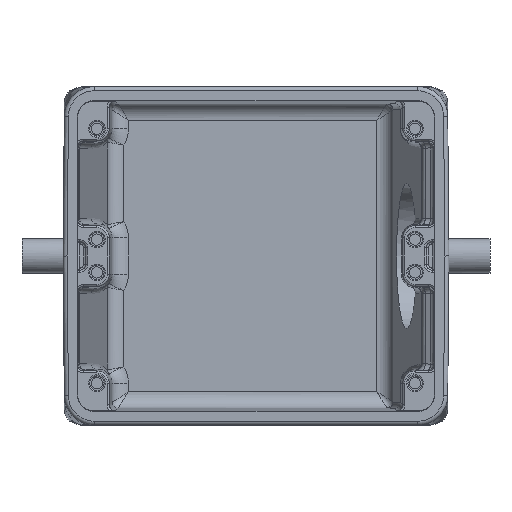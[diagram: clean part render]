
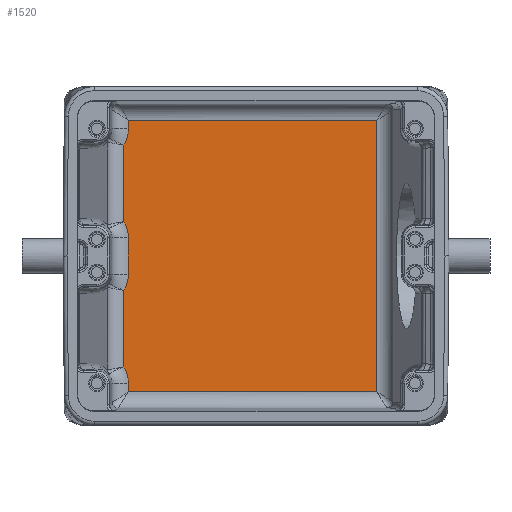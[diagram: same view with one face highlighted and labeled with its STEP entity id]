
A CAD part, front view. The second image highlights one B-rep face of the part: STEP entity #1520.
In plain terms, the highlighted planar face has unit normal (0, -1, 0).
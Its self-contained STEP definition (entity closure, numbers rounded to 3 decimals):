
#886=FACE_OUTER_BOUND('',#2945,.T.);
#1520=ADVANCED_FACE('',(#886),#1874,.F.);
#1874=PLANE('',#11151);
#2085=CIRCLE('',#10801,7.646);
#2200=CIRCLE('',#11019,7.646);
#2237=CIRCLE('',#11135,7.646);
#2241=CIRCLE('',#11144,7.646);
#2945=EDGE_LOOP('',(#5579,#5580,#5581,#5582,#5583,#5584,#5585,#5586,#5587,
#5588,#5589,#5590));
#5579=ORIENTED_EDGE('',*,*,#8034,.T.);
#5580=ORIENTED_EDGE('',*,*,#8503,.F.);
#5581=ORIENTED_EDGE('',*,*,#8499,.T.);
#5582=ORIENTED_EDGE('',*,*,#8481,.F.);
#5583=ORIENTED_EDGE('',*,*,#8485,.T.);
#5584=ORIENTED_EDGE('',*,*,#8510,.F.);
#5585=ORIENTED_EDGE('',*,*,#8303,.T.);
#5586=ORIENTED_EDGE('',*,*,#8301,.F.);
#5587=ORIENTED_EDGE('',*,*,#8326,.F.);
#5588=ORIENTED_EDGE('',*,*,#8260,.F.);
#5589=ORIENTED_EDGE('',*,*,#8253,.F.);
#5590=ORIENTED_EDGE('',*,*,#8509,.F.);
#6882=VERTEX_POINT('',#16710);
#6886=VERTEX_POINT('',#16745);
#7031=VERTEX_POINT('',#17645);
#7032=VERTEX_POINT('',#17768);
#7035=VERTEX_POINT('',#17900);
#7063=VERTEX_POINT('',#18234);
#7064=VERTEX_POINT('',#18236);
#7065=VERTEX_POINT('',#18240);
#7158=VERTEX_POINT('',#19176);
#7160=VERTEX_POINT('',#19180);
#7163=VERTEX_POINT('',#19216);
#7169=VERTEX_POINT('',#19416);
#8034=EDGE_CURVE('',#6882,#6886,#2085,.T.);
#8253=EDGE_CURVE('',#7031,#7032,#9355,.T.);
#8260=EDGE_CURVE('',#7032,#7035,#9357,.T.);
#8301=EDGE_CURVE('',#7063,#7064,#9373,.T.);
#8303=EDGE_CURVE('',#7065,#7064,#2200,.T.);
#8326=EDGE_CURVE('',#7035,#7063,#9379,.T.);
#8481=EDGE_CURVE('',#7160,#7158,#9444,.T.);
#8485=EDGE_CURVE('',#7160,#7163,#2237,.T.);
#8499=EDGE_CURVE('',#7169,#7158,#2241,.T.);
#8503=EDGE_CURVE('',#7169,#6886,#9449,.T.);
#8509=EDGE_CURVE('',#6882,#7031,#9452,.T.);
#8510=EDGE_CURVE('',#7065,#7163,#9453,.T.);
#9355=LINE('',#17767,#10120);
#9357=LINE('',#17899,#10122);
#9373=LINE('',#18235,#10138);
#9379=LINE('',#18462,#10144);
#9444=LINE('',#19181,#10209);
#9449=LINE('',#19541,#10214);
#9452=LINE('',#19701,#10217);
#9453=LINE('',#19703,#10218);
#10120=VECTOR('',#13118,1.);
#10122=VECTOR('',#13124,1.);
#10138=VECTOR('',#13196,1.);
#10144=VECTOR('',#13238,1.);
#10209=VECTOR('',#13499,1.);
#10214=VECTOR('',#13530,1.);
#10217=VECTOR('',#13541,1.);
#10218=VECTOR('',#13544,1.);
#10801=AXIS2_PLACEMENT_3D('',#16746,#12674,#12675);
#11019=AXIS2_PLACEMENT_3D('',#18239,#13201,#13202);
#11135=AXIS2_PLACEMENT_3D('',#19217,#13504,#13505);
#11144=AXIS2_PLACEMENT_3D('',#19415,#13526,#13527);
#11151=AXIS2_PLACEMENT_3D('',#19704,#13545,#13546);
#12674=DIRECTION('',(0.,1.,0.));
#12675=DIRECTION('',(1.,0.,0.));
#13118=DIRECTION('',(1.,0.,0.));
#13124=DIRECTION('',(0.,0.,-1.));
#13196=DIRECTION('',(0.,0.,1.));
#13201=DIRECTION('',(0.,1.,0.));
#13202=DIRECTION('',(0.853,0.,0.521));
#13238=DIRECTION('',(-1.,0.,0.));
#13499=DIRECTION('',(0.,0.,1.));
#13504=DIRECTION('',(0.,1.,0.));
#13505=DIRECTION('',(1.,0.,0.));
#13526=DIRECTION('',(0.,1.,0.));
#13527=DIRECTION('',(0.853,0.,0.521));
#13530=DIRECTION('',(0.,0.,1.));
#13541=DIRECTION('',(0.,0.,1.));
#13544=DIRECTION('',(0.,0.,1.));
#13545=DIRECTION('',(0.,1.,0.));
#13546=DIRECTION('',(-1.,0.,0.));
#16710=CARTESIAN_POINT('',(-31.104,40.,31.));
#16745=CARTESIAN_POINT('',(-32.225,40.,27.015));
#16746=CARTESIAN_POINT('',(-38.75,40.,31.));
#17645=CARTESIAN_POINT('',(-31.104,40.,33.104));
#17767=CARTESIAN_POINT('',(-31.104,40.,33.104));
#17768=CARTESIAN_POINT('',(29.448,40.,33.104));
#17899=CARTESIAN_POINT('',(29.448,40.,33.104));
#17900=CARTESIAN_POINT('',(29.448,40.,-33.104));
#18234=CARTESIAN_POINT('',(-31.104,40.,-33.104));
#18235=CARTESIAN_POINT('',(-31.104,40.,-33.104));
#18236=CARTESIAN_POINT('',(-31.104,40.,-31.));
#18239=CARTESIAN_POINT('',(-38.75,40.,-31.));
#18240=CARTESIAN_POINT('',(-32.225,40.,-27.015));
#18462=CARTESIAN_POINT('',(29.448,40.,-33.104));
#19176=CARTESIAN_POINT('',(-31.104,40.,4.4));
#19180=CARTESIAN_POINT('',(-31.104,40.,-4.4));
#19181=CARTESIAN_POINT('',(-31.104,40.,-4.4));
#19216=CARTESIAN_POINT('',(-32.225,40.,-8.385));
#19217=CARTESIAN_POINT('',(-38.75,40.,-4.4));
#19415=CARTESIAN_POINT('',(-38.75,40.,4.4));
#19416=CARTESIAN_POINT('',(-32.225,40.,8.385));
#19541=CARTESIAN_POINT('',(-32.225,40.,8.385));
#19701=CARTESIAN_POINT('',(-31.104,40.,31.));
#19703=CARTESIAN_POINT('',(-32.225,40.,-27.015));
#19704=CARTESIAN_POINT('',(32.925,40.,-37.75));
